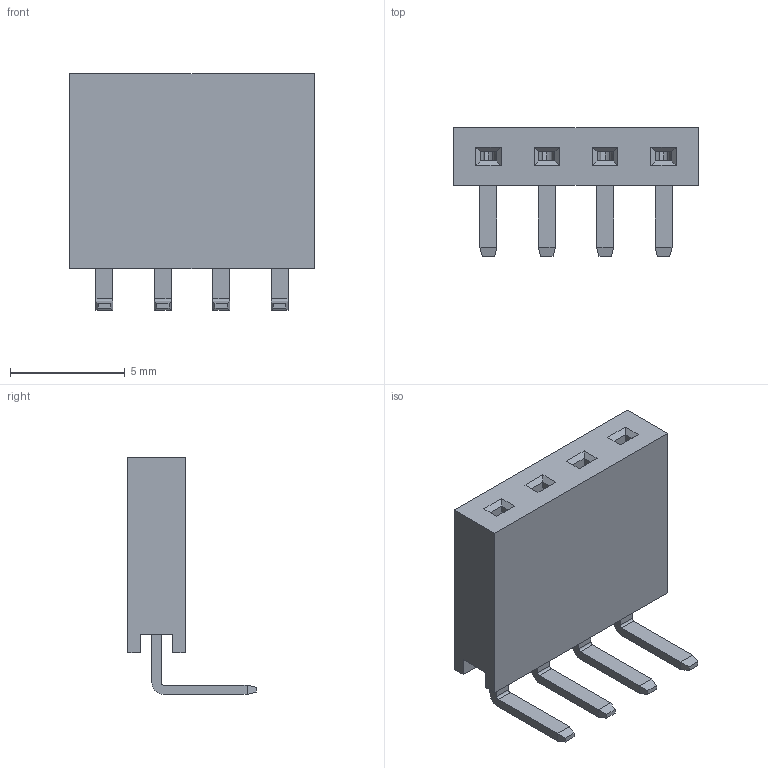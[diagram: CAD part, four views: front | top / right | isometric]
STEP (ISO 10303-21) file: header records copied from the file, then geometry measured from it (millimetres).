
FILE_DESCRIPTION( ( 'Unknown' ), '1' );
FILE_NAME( '613004143121.stp', 'Unknown', ( 'Unknown' ), ( 'Unknown' ), 'PSStep 14.0', 'Unknown', ' ' );
FILE_SCHEMA( ( 'AUTOMOTIVE_DESIGN { 1 0 10303 214 1 1 1 1 }' ) );
Length unit declared in the file: millimetre
Products named in the file (3): Assem1; 61300411821; 6130xx143121_PIN
Assembly tree (5 placements, depth 2):
  Assem1
    61300411821
    6130xx143121_PIN  x4
Bounding box: 10.66 x 5.59 x 10.3 mm (x, y, z)
Volume: 209.7 mm3; surface area: 585.8 mm2
Topology: 5 solids, 5 shells, 182 faces, 484 edges, 312 vertices
Faces by surface type: plane 158, cylinder 16, extrusion 8
Entity records: 3505 total; most frequent: CARTESIAN_POINT 510, ORIENTED_EDGE 470, DIRECTION 427, EDGE_CURVE 235, VECTOR 225, LINE 223, VERTEX_POINT 150, AXIS2_PLACEMENT_3D 101
